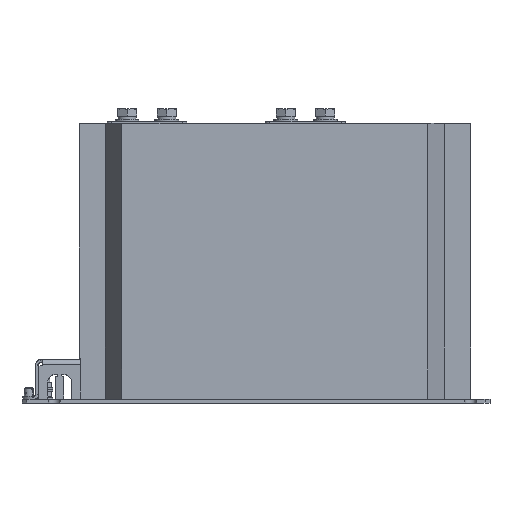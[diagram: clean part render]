
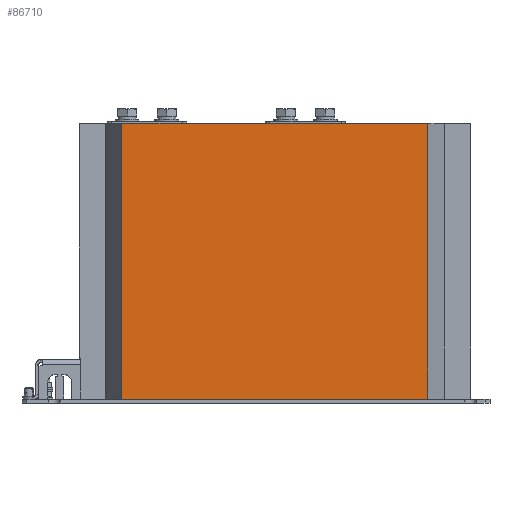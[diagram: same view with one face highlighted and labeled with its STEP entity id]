
A CAD part, top view. The second image highlights one B-rep face of the part: STEP entity #86710.
In plain terms, the highlighted face is planar.
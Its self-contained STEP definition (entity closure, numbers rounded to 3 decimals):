
#16598 = DIRECTION ( 'NONE',  ( 0., 0., -1. ) ) ;
#19268 = DIRECTION ( 'NONE',  ( 1., 0., 0. ) ) ;
#25849 = CARTESIAN_POINT ( 'NONE',  ( -154.257, -89., 278. ) ) ;
#26047 = EDGE_CURVE ( 'NONE', #163340, #167165, #27146, .T. ) ;
#26458 = LINE ( 'NONE', #111042, #190560 ) ;
#27146 = LINE ( 'NONE', #108207, #111650 ) ;
#42237 = DIRECTION ( 'NONE',  ( 1., 0., 0. ) ) ;
#47483 = ORIENTED_EDGE ( 'NONE', *, *, #26047, .F. ) ;
#51753 = PLANE ( 'NONE',  #118149 ) ;
#64836 = LINE ( 'NONE', #123854, #102084 ) ;
#83695 = DIRECTION ( 'NONE',  ( 0., 1., 0. ) ) ;
#84382 = EDGE_CURVE ( 'NONE', #167165, #115932, #64836, .T. ) ;
#84385 = ORIENTED_EDGE ( 'NONE', *, *, #84382, .F. ) ;
#86710 = ADVANCED_FACE ( 'NONE', ( #111586 ), #51753, .F. ) ;
#102084 = VECTOR ( 'NONE', #203188, 1000. ) ;
#102761 = EDGE_CURVE ( 'NONE', #163340, #199915, #26458, .T. ) ;
#104043 = VECTOR ( 'NONE', #19268, 1000. ) ;
#107631 = ORIENTED_EDGE ( 'NONE', *, *, #102761, .T. ) ;
#108207 = CARTESIAN_POINT ( 'NONE',  ( -154.257, -89., 278. ) ) ;
#111042 = CARTESIAN_POINT ( 'NONE',  ( -154.257, -89., 278. ) ) ;
#111076 = ORIENTED_EDGE ( 'NONE', *, *, #171483, .T. ) ;
#111586 = FACE_OUTER_BOUND ( 'NONE', #198292, .T. ) ;
#111650 = VECTOR ( 'NONE', #42237, 1000. ) ;
#115932 = VERTEX_POINT ( 'NONE', #201220 ) ;
#118149 = AXIS2_PLACEMENT_3D ( 'NONE', #178861, #83695, #194889 ) ;
#123854 = CARTESIAN_POINT ( 'NONE',  ( 154.257, -89., 278. ) ) ;
#146224 = LINE ( 'NONE', #146947, #104043 ) ;
#146947 = CARTESIAN_POINT ( 'NONE',  ( -154.257, -89., 0. ) ) ;
#163340 = VERTEX_POINT ( 'NONE', #25849 ) ;
#167165 = VERTEX_POINT ( 'NONE', #190271 ) ;
#171483 = EDGE_CURVE ( 'NONE', #199915, #115932, #146224, .T. ) ;
#178861 = CARTESIAN_POINT ( 'NONE',  ( -154.257, -89., 278. ) ) ;
#188923 = CARTESIAN_POINT ( 'NONE',  ( -154.257, -89., 0. ) ) ;
#190271 = CARTESIAN_POINT ( 'NONE',  ( 154.257, -89., 278. ) ) ;
#190560 = VECTOR ( 'NONE', #16598, 1000. ) ;
#194889 = DIRECTION ( 'NONE',  ( -1., 0., 0. ) ) ;
#198292 = EDGE_LOOP ( 'NONE', ( #111076, #84385, #47483, #107631 ) ) ;
#199915 = VERTEX_POINT ( 'NONE', #188923 ) ;
#201220 = CARTESIAN_POINT ( 'NONE',  ( 154.257, -89., 0. ) ) ;
#203188 = DIRECTION ( 'NONE',  ( 0., 0., -1. ) ) ;
